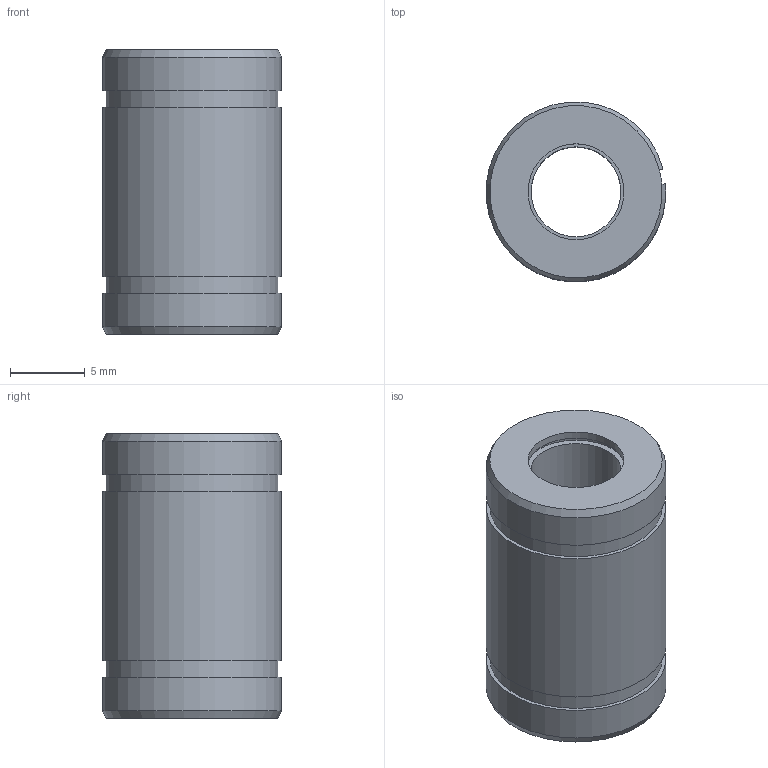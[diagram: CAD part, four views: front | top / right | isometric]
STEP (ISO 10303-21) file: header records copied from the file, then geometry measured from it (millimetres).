
FILE_DESCRIPTION(/* description */ ('STEP AP203'),/* implementation_level */ '2;1');
FILE_NAME(/* name */ 'LM6UU-AJ',/* time_stamp */ '2022-07-21T03:59:17+02:00',/* author */ ('License CC BY-ND 4.0'),/* organization */ ('CADENAS'),/* preprocessor_version */ 'ST-DEVELOPER v18.102',/* originating_system */ 'PARTsolutions',/* authorisation */ ' ');
FILE_SCHEMA (('CONFIG_CONTROL_DESIGN'));
Length unit declared in the file: millimetre
Products named in the file (1): LM6UU-AJ
Bounding box: 11.96 x 11.96 x 19 mm (x, y, z)
Volume: 1573.9 mm3; surface area: 1289.1 mm2
Topology: 1 solids, 1 shells, 27 faces, 55 edges, 34 vertices
Faces by surface type: plane 16, cylinder 9, cone 2
Full cylindrical faces by diameter (mm): 6 x1, 6.4 x2, 6.8 x2, 11.5 x1
Entity records: 712 total; most frequent: DIRECTION 124, CARTESIAN_POINT 122, ORIENTED_EDGE 96, AXIS2_PLACEMENT_3D 52, EDGE_CURVE 48, EDGE_LOOP 40, FACE_BOUND 40, VERTEX_POINT 34
